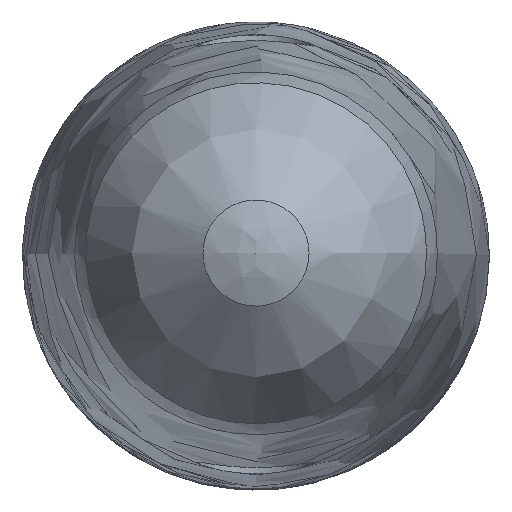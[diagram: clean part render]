
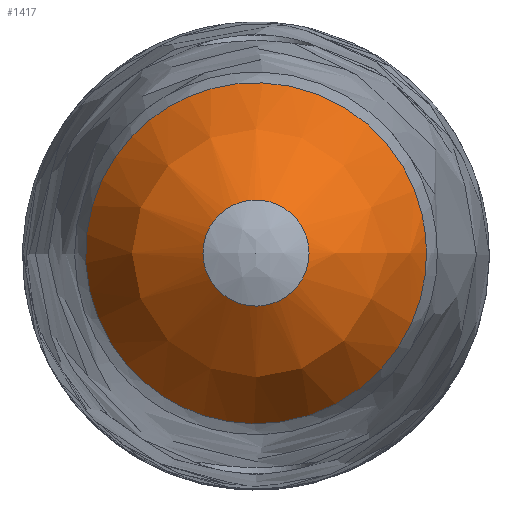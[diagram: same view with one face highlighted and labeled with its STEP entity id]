
A CAD part, top view. The second image highlights one B-rep face of the part: STEP entity #1417.
In plain terms, the highlighted free-form (B-spline) face has degree [2, 2] with [3, 9] control points.
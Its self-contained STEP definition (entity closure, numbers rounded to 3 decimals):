
#1362 = VERTEX_POINT('',#1363);
#1363 = CARTESIAN_POINT('',(2.572,0.,
    37.433));
#1369 = EDGE_CURVE('',#1362,#1362,#1370,.T.);
#1370 = ( BOUNDED_CURVE() B_SPLINE_CURVE(2,(#1371,#1372,#1373,#1374,
#1375,#1376,#1377),.UNSPECIFIED.,.T.,.F.) B_SPLINE_CURVE_WITH_KNOTS((1,2
    ,2,2,2,1),(-2.094,0.,2.094,4.189,
6.283,8.378),.UNSPECIFIED.) CURVE() 
GEOMETRIC_REPRESENTATION_ITEM() RATIONAL_B_SPLINE_CURVE((1.,0.5,1.,0.5,
1.,0.5,1.)) REPRESENTATION_ITEM('') );
#1371 = CARTESIAN_POINT('',(2.572,0.,37.433));
#1372 = CARTESIAN_POINT('',(2.572,-4.454,
    37.433));
#1373 = CARTESIAN_POINT('',(-1.286,-2.227,
    37.433));
#1374 = CARTESIAN_POINT('',(-5.144,0.,
    37.433));
#1375 = CARTESIAN_POINT('',(-1.286,2.227,
    37.433));
#1376 = CARTESIAN_POINT('',(2.572,4.454,
    37.433));
#1377 = CARTESIAN_POINT('',(2.572,0.,37.433));
#1417 = ADVANCED_FACE('',(#1418),#1448,.F.);
#1418 = FACE_BOUND('',#1419,.F.);
#1419 = EDGE_LOOP('',(#1420,#1428,#1438,#1446,#1447));
#1420 = ORIENTED_EDGE('',*,*,#1421,.T.);
#1421 = EDGE_CURVE('',#1362,#1422,#1424,.T.);
#1422 = VERTEX_POINT('',#1423);
#1423 = CARTESIAN_POINT('',(0.8,0.,
    39.343));
#1424 = ( BOUNDED_CURVE() B_SPLINE_CURVE(2,(#1425,#1426,#1427),
.UNSPECIFIED.,.F.,.F.) B_SPLINE_CURVE_WITH_KNOTS((3,3),(0.365,
1.131),.PIECEWISE_BEZIER_KNOTS.) CURVE() 
GEOMETRIC_REPRESENTATION_ITEM() RATIONAL_B_SPLINE_CURVE((1.,
0.928,1.)) REPRESENTATION_ITEM('') );
#1425 = CARTESIAN_POINT('',(2.572,0.,
    37.433));
#1426 = CARTESIAN_POINT('',(2.07,0.,
    38.744));
#1427 = CARTESIAN_POINT('',(0.8,0.,
    39.343));
#1428 = ORIENTED_EDGE('',*,*,#1429,.F.);
#1429 = EDGE_CURVE('',#1430,#1422,#1432,.T.);
#1430 = VERTEX_POINT('',#1431);
#1431 = CARTESIAN_POINT('',(-0.8,0.,39.343));
#1432 = ( BOUNDED_CURVE() B_SPLINE_CURVE(2,(#1433,#1434,#1435,#1436,
#1437),.UNSPECIFIED.,.F.,.F.) B_SPLINE_CURVE_WITH_KNOTS((3,2,3),(
    3.142,4.712,6.283),
.PIECEWISE_BEZIER_KNOTS.) CURVE() GEOMETRIC_REPRESENTATION_ITEM() 
RATIONAL_B_SPLINE_CURVE((1.,0.707,1.,0.707,1.)) 
REPRESENTATION_ITEM('') );
#1433 = CARTESIAN_POINT('',(-0.8,0.,
    39.343));
#1434 = CARTESIAN_POINT('',(-0.8,0.8,
    39.343));
#1435 = CARTESIAN_POINT('',(0.,0.8,
    39.343));
#1436 = CARTESIAN_POINT('',(0.8,0.8,39.343
    ));
#1437 = CARTESIAN_POINT('',(0.8,0.,
    39.343));
#1438 = ORIENTED_EDGE('',*,*,#1439,.F.);
#1439 = EDGE_CURVE('',#1422,#1430,#1440,.T.);
#1440 = ( BOUNDED_CURVE() B_SPLINE_CURVE(2,(#1441,#1442,#1443,#1444,
#1445),.UNSPECIFIED.,.F.,.F.) B_SPLINE_CURVE_WITH_KNOTS((3,2,3),(0.,
1.571,3.142),.PIECEWISE_BEZIER_KNOTS.) CURVE() 
GEOMETRIC_REPRESENTATION_ITEM() RATIONAL_B_SPLINE_CURVE((1.,
0.707,1.,0.707,1.)) REPRESENTATION_ITEM('') );
#1441 = CARTESIAN_POINT('',(0.8,0.,39.343));
#1442 = CARTESIAN_POINT('',(0.8,-0.8,
    39.343));
#1443 = CARTESIAN_POINT('',(0.,-0.8,
    39.343));
#1444 = CARTESIAN_POINT('',(-0.8,-0.8,
    39.343));
#1445 = CARTESIAN_POINT('',(-0.8,0.,
    39.343));
#1446 = ORIENTED_EDGE('',*,*,#1421,.F.);
#1447 = ORIENTED_EDGE('',*,*,#1369,.T.);
#1448 = ( BOUNDED_SURFACE() B_SPLINE_SURFACE(2,2,(
    (#1449,#1450,#1451,#1452,#1453,#1454,#1455,#1456,#1457)
    ,(#1458,#1459,#1460,#1461,#1462,#1463,#1464,#1465,#1466)
    ,(#1467,#1468,#1469,#1470,#1471,#1472,#1473,#1474,#1475
)),.UNSPECIFIED.,.F.,.T.,.F.) B_SPLINE_SURFACE_WITH_KNOTS((3,3),(1,2,2,2
    ,2,2,1),(-1.131,-0.365),(-4.712,
    -3.142,-1.571,0.,1.571,3.142,
4.712),.UNSPECIFIED.) GEOMETRIC_REPRESENTATION_ITEM() 
RATIONAL_B_SPLINE_SURFACE((
    (1.,0.707,1.,0.707,1.,0.707,1.
      ,0.707,1.)
    ,(0.928,0.656,0.928,0.656
      ,0.928,0.656,0.928,0.656
      ,0.928)
    ,(1.,0.707,1.,0.707,1.,0.707,1.
,0.707,1.))) REPRESENTATION_ITEM('') SURFACE() );
#1449 = CARTESIAN_POINT('',(0.8,0.,39.343));
#1450 = CARTESIAN_POINT('',(0.8,-0.8,
    39.343));
#1451 = CARTESIAN_POINT('',(0.,-0.8,39.343));
#1452 = CARTESIAN_POINT('',(-0.8,-0.8,
    39.343));
#1453 = CARTESIAN_POINT('',(-0.8,0.,39.343));
#1454 = CARTESIAN_POINT('',(-0.8,0.8,
    39.343));
#1455 = CARTESIAN_POINT('',(0.,0.8,39.343));
#1456 = CARTESIAN_POINT('',(0.8,0.8,39.343
    ));
#1457 = CARTESIAN_POINT('',(0.8,0.,39.343));
#1458 = CARTESIAN_POINT('',(2.07,0.,38.744));
#1459 = CARTESIAN_POINT('',(2.07,-2.07,
    38.744));
#1460 = CARTESIAN_POINT('',(0.,-2.07,38.744));
#1461 = CARTESIAN_POINT('',(-2.07,-2.07,
    38.744));
#1462 = CARTESIAN_POINT('',(-2.07,0.,38.744));
#1463 = CARTESIAN_POINT('',(-2.07,2.07,
    38.744));
#1464 = CARTESIAN_POINT('',(0.,2.07,38.744));
#1465 = CARTESIAN_POINT('',(2.07,2.07,
    38.744));
#1466 = CARTESIAN_POINT('',(2.07,0.,38.744));
#1467 = CARTESIAN_POINT('',(2.572,0.,37.433));
#1468 = CARTESIAN_POINT('',(2.572,-2.572,
    37.433));
#1469 = CARTESIAN_POINT('',(0.,-2.572,37.433));
#1470 = CARTESIAN_POINT('',(-2.572,-2.572,
    37.433));
#1471 = CARTESIAN_POINT('',(-2.572,0.,37.433));
#1472 = CARTESIAN_POINT('',(-2.572,2.572,
    37.433));
#1473 = CARTESIAN_POINT('',(0.,2.572,37.433));
#1474 = CARTESIAN_POINT('',(2.572,2.572,
    37.433));
#1475 = CARTESIAN_POINT('',(2.572,0.,37.433));
